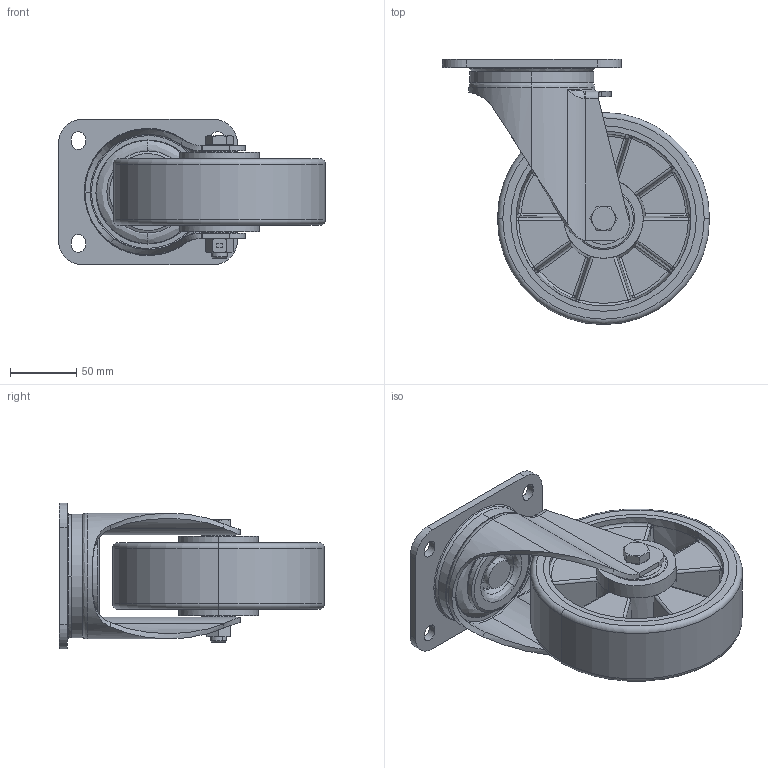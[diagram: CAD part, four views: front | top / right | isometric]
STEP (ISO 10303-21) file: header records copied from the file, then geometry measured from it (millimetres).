
FILE_DESCRIPTION (( 'STEP AP214' ), '1' );
FILE_NAME ('0020235BL_L-IM-PUZA-160-K-3_(A-01).step', '2019-02-22T11:47:21', ( '' ), ( '' ), 'SwSTEP 2.0', 'SolidWorks 2018', '' );
FILE_SCHEMA (( 'AUTOMOTIVE_DESIGN' ));
Length unit declared in the file: millimetre
Products named in the file (1): 0020235BL_L-IM-PUZA-160-K-3_(A-01)
Bounding box: 201.5 x 200 x 110 mm (x, y, z)
Volume: 783560.3 mm3; surface area: 306459.4 mm2
Topology: 23 solids, 23 shells, 930 faces, 2207 edges, 1358 vertices
Faces by surface type: plane 364, cylinder 238, bspline 152, cone 82, torus 62, sphere 32
Entity records: 43577 total; most frequent: CARTESIAN_POINT 12172, ORIENTED_EDGE 4406, DIRECTION 4301, EDGE_CURVE 2203, AXIS2_PLACEMENT_3D 1647, VERTEX_POINT 1358, EDGE_LOOP 1023, LINE 1007
